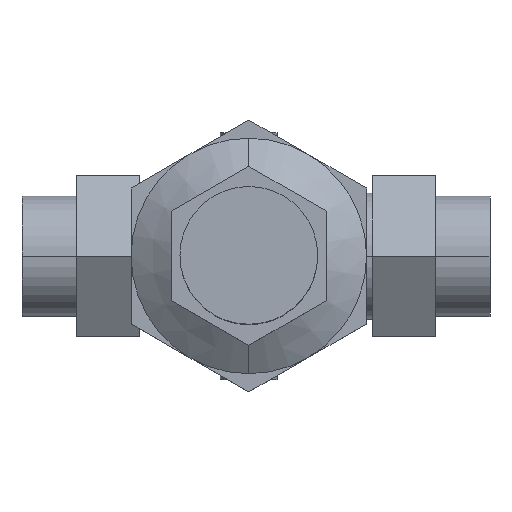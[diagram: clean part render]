
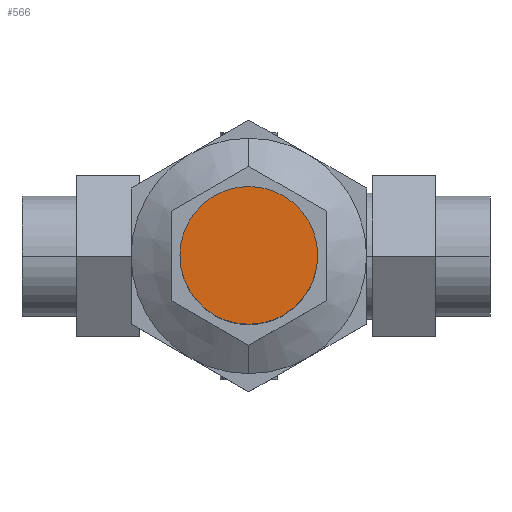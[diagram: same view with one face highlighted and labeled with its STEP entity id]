
A CAD part, top view. The second image highlights one B-rep face of the part: STEP entity #566.
In plain terms, the highlighted planar face has unit normal (0, 0, 1).
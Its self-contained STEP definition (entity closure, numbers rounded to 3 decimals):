
#550=EDGE_CURVE('',#1472,#866,#1553,.T.);
#566=ADVANCED_FACE('',(#1569),#1570,.T.);
#866=VERTEX_POINT('',#1897);
#1124=EDGE_CURVE('',#866,#1472,#2189,.T.);
#1472=VERTEX_POINT('',#2578);
#1553=CIRCLE('',#2662,24.0);
#1569=FACE_OUTER_BOUND('',#2738,.T.);
#1570=PLANE('',#2739);
#1897=CARTESIAN_POINT('',(0.,-24.0,186.0));
#2189=CIRCLE('',#3876,24.0);
#2578=CARTESIAN_POINT('',(0.0,24.0,186.0));
#2662=AXIS2_PLACEMENT_3D('',#4847,#4848,#4849);
#2738=EDGE_LOOP('',(#4856,#4857));
#2739=AXIS2_PLACEMENT_3D('',#4858,#4859,#4860);
#3876=AXIS2_PLACEMENT_3D('',#5530,#5531,#5532);
#4847=CARTESIAN_POINT('',(0.0,0.0,186.0));
#4848=DIRECTION('',(0.0,0.0,1.0));
#4849=DIRECTION('',(0.0,1.0,0.0));
#4856=ORIENTED_EDGE('',*,*,#550,.T.);
#4857=ORIENTED_EDGE('',*,*,#1124,.T.);
#4858=CARTESIAN_POINT('',(0.0,0.0,186.0));
#4859=DIRECTION('',(0.0,0.0,1.0));
#4860=DIRECTION('',(0.0,1.0,0.0));
#5530=CARTESIAN_POINT('',(0.0,0.0,186.0));
#5531=DIRECTION('',(0.0,0.0,1.0));
#5532=DIRECTION('',(0.0,1.0,0.0));
